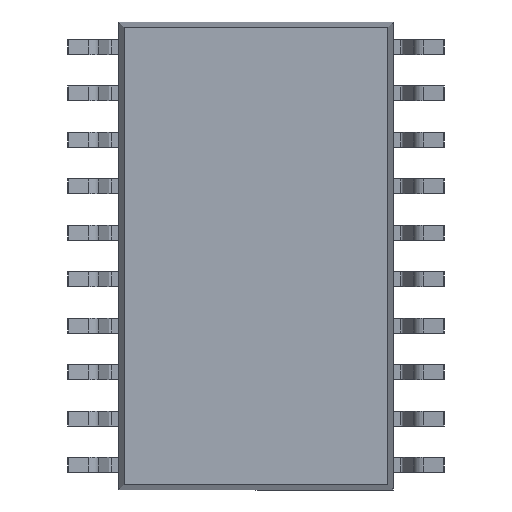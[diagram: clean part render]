
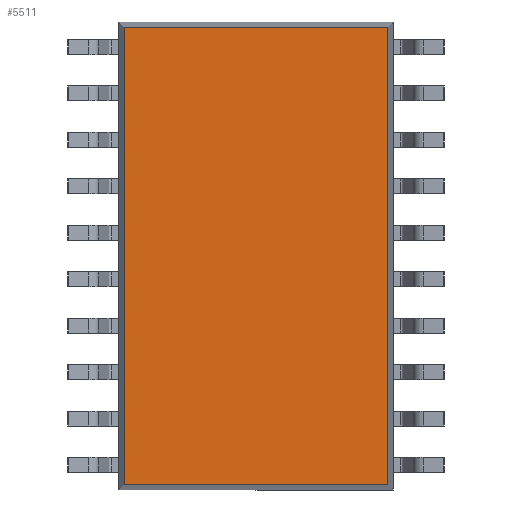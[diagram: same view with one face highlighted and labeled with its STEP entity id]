
A CAD part, front view. The second image highlights one B-rep face of the part: STEP entity #5511.
In plain terms, the highlighted planar face has unit normal (0, -1, 0).
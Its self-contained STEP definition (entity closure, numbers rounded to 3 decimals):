
#636 = LINE ( 'NONE', #8140, #7304 ) ;
#661 = VERTEX_POINT ( 'NONE', #3909 ) ;
#872 = CARTESIAN_POINT ( 'NONE',  ( 3.6, 0.3, 6.25 ) ) ;
#879 = ORIENTED_EDGE ( 'NONE', *, *, #2115, .T. ) ;
#895 = ORIENTED_EDGE ( 'NONE', *, *, #4850, .T. ) ;
#911 = DIRECTION ( 'NONE',  ( 1., 0., 0. ) ) ;
#938 = VECTOR ( 'NONE', #8434, 1000. ) ;
#1069 = LINE ( 'NONE', #1594, #1749 ) ;
#1305 = CARTESIAN_POINT ( 'NONE',  ( -3.6, 0.3, -6.25 ) ) ;
#1386 = LINE ( 'NONE', #4219, #938 ) ;
#1594 = CARTESIAN_POINT ( 'NONE',  ( -3.75, 0.3, -6.25 ) ) ;
#1722 = CARTESIAN_POINT ( 'NONE',  ( 3.6, 0.3, -6.4 ) ) ;
#1749 = VECTOR ( 'NONE', #911, 1000. ) ;
#2084 = AXIS2_PLACEMENT_3D ( 'NONE', #7711, #5442, #3930 ) ;
#2115 = EDGE_CURVE ( 'NONE', #661, #7716, #3283, .T. ) ;
#2219 = VERTEX_POINT ( 'NONE', #1305 ) ;
#3283 = LINE ( 'NONE', #1722, #5180 ) ;
#3877 = ORIENTED_EDGE ( 'NONE', *, *, #5155, .T. ) ;
#3901 = DIRECTION ( 'NONE',  ( 0., 0., 1. ) ) ;
#3909 = CARTESIAN_POINT ( 'NONE',  ( 3.6, 0.3, -6.25 ) ) ;
#3930 = DIRECTION ( 'NONE',  ( 0., 0., -1. ) ) ;
#4219 = CARTESIAN_POINT ( 'NONE',  ( -3.6, 0.3, 6.4 ) ) ;
#4825 = FACE_OUTER_BOUND ( 'NONE', #6818, .T. ) ;
#4850 = EDGE_CURVE ( 'NONE', #7716, #6067, #636, .T. ) ;
#5155 = EDGE_CURVE ( 'NONE', #6067, #2219, #1386, .T. ) ;
#5180 = VECTOR ( 'NONE', #3901, 1000. ) ;
#5442 = DIRECTION ( 'NONE',  ( 0., -1., 0. ) ) ;
#5511 = ADVANCED_FACE ( 'NONE', ( #4825 ), #6104, .T. ) ;
#6067 = VERTEX_POINT ( 'NONE', #7437 ) ;
#6104 = PLANE ( 'NONE',  #2084 ) ;
#6818 = EDGE_LOOP ( 'NONE', ( #3877, #8861, #879, #895 ) ) ;
#7304 = VECTOR ( 'NONE', #8856, 1000. ) ;
#7437 = CARTESIAN_POINT ( 'NONE',  ( -3.6, 0.3, 6.25 ) ) ;
#7711 = CARTESIAN_POINT ( 'NONE',  ( 0., 0.3, 0. ) ) ;
#7716 = VERTEX_POINT ( 'NONE', #872 ) ;
#8140 = CARTESIAN_POINT ( 'NONE',  ( 3.75, 0.3, 6.25 ) ) ;
#8434 = DIRECTION ( 'NONE',  ( 0., 0., -1. ) ) ;
#8731 = EDGE_CURVE ( 'NONE', #2219, #661, #1069, .T. ) ;
#8856 = DIRECTION ( 'NONE',  ( -1., 0., 0. ) ) ;
#8861 = ORIENTED_EDGE ( 'NONE', *, *, #8731, .T. ) ;
